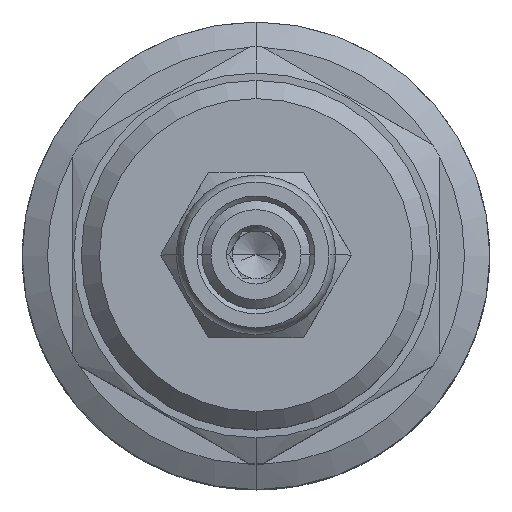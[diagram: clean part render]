
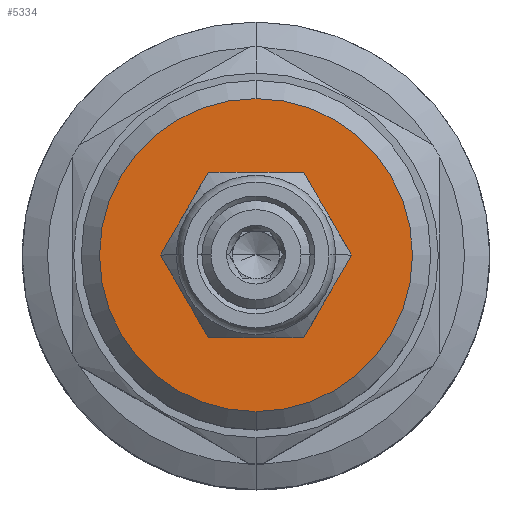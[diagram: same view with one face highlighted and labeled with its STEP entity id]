
A CAD part, top view. The second image highlights one B-rep face of the part: STEP entity #5334.
In plain terms, the highlighted planar face has unit normal (0, 0, 1).
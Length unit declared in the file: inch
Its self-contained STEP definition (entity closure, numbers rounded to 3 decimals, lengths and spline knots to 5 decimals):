
#440=CARTESIAN_POINT('',(0.,0.,4.937));
#441=DIRECTION('',(0.,0.,1.));
#442=DIRECTION('',(-1.,0.,0.));
#443=AXIS2_PLACEMENT_3D('',#440,#441,#442);
#445=CARTESIAN_POINT('',(0.,0.,4.937));
#446=DIRECTION('',(0.,0.,1.));
#447=DIRECTION('',(1.,0.,0.));
#448=AXIS2_PLACEMENT_3D('',#445,#446,#447);
#450=CARTESIAN_POINT('',(0.,0.,4.937));
#451=DIRECTION('',(0.,0.,1.));
#452=DIRECTION('',(0.,-1.,0.));
#453=AXIS2_PLACEMENT_3D('',#450,#451,#452);
#468=CARTESIAN_POINT('',(0.,0.,4.937));
#469=DIRECTION('',(0.,0.,1.));
#470=DIRECTION('',(0.,1.,0.));
#471=AXIS2_PLACEMENT_3D('',#468,#469,#470);
#4617=CARTESIAN_POINT('',(0.,0.532,4.937));
#4618=CARTESIAN_POINT('',(0.,-0.532,4.937));
#4619=VERTEX_POINT('',#4617);
#4620=VERTEX_POINT('',#4618);
#4837=CARTESIAN_POINT('',(-0.271,0.,4.937));
#4838=CARTESIAN_POINT('',(0.271,0.,4.937));
#4839=VERTEX_POINT('',#4837);
#4840=VERTEX_POINT('',#4838);
#5318=CARTESIAN_POINT('',(0.,0.,4.937));
#5319=DIRECTION('',(0.,0.,1.));
#5320=DIRECTION('',(0.,1.,0.));
#5321=AXIS2_PLACEMENT_3D('',#5318,#5319,#5320);
#5322=PLANE('',#5321);
#5324=ORIENTED_EDGE('',*,*,#5323,.F.);
#5326=ORIENTED_EDGE('',*,*,#5325,.F.);
#5327=EDGE_LOOP('',(#5324,#5326));
#5328=FACE_OUTER_BOUND('',#5327,.F.);
#5329=ORIENTED_EDGE('',*,*,#5308,.T.);
#5331=ORIENTED_EDGE('',*,*,#5330,.T.);
#5332=EDGE_LOOP('',(#5329,#5331));
#5333=FACE_BOUND('',#5332,.F.);
#5334=ADVANCED_FACE('',(#5328,#5333),#5322,.T.);
#444=CIRCLE('',#443,0.271);
#449=CIRCLE('',#448,0.271);
#454=CIRCLE('',#453,0.532);
#472=CIRCLE('',#471,0.532);
#5308=EDGE_CURVE('',#4839,#4840,#444,.T.);
#5323=EDGE_CURVE('',#4620,#4619,#454,.T.);
#5325=EDGE_CURVE('',#4619,#4620,#472,.T.);
#5330=EDGE_CURVE('',#4840,#4839,#449,.T.);
